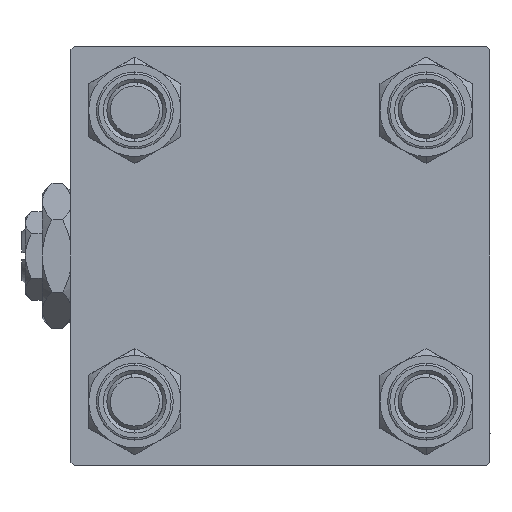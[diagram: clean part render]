
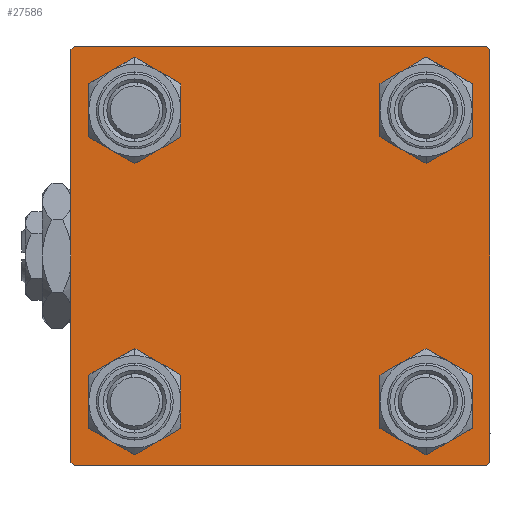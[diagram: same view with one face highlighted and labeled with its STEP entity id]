
A CAD part, left-side view. The second image highlights one B-rep face of the part: STEP entity #27586.
In plain terms, the highlighted planar face has unit normal (-1, 0, 0).
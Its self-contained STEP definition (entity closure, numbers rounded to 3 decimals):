
#448 = CARTESIAN_POINT ( 'NONE',  ( 0., -29.5, 30. ) ) ;
#518 = CIRCLE ( 'NONE', #31755, 4.5 ) ;
#670 = VERTEX_POINT ( 'NONE', #13104 ) ;
#840 = ORIENTED_EDGE ( 'NONE', *, *, #29424, .T. ) ;
#912 = FACE_BOUND ( 'NONE', #35603, .T. ) ;
#1750 = DIRECTION ( 'NONE',  ( 1., 0., 0. ) ) ;
#1915 = DIRECTION ( 'NONE',  ( 0., 0., 1. ) ) ;
#2261 = EDGE_CURVE ( 'NONE', #46835, #50015, #34965, .T. ) ;
#2513 = VERTEX_POINT ( 'NONE', #40171 ) ;
#2801 = DIRECTION ( 'NONE',  ( 1., 0., 0. ) ) ;
#2877 = AXIS2_PLACEMENT_3D ( 'NONE', #34791, #2801, #31363 ) ;
#3331 = DIRECTION ( 'NONE',  ( 0., 0., 1. ) ) ;
#3524 = CARTESIAN_POINT ( 'NONE',  ( 0., -30., 30. ) ) ;
#3804 = EDGE_CURVE ( 'NONE', #50015, #46835, #11379, .T. ) ;
#3961 = AXIS2_PLACEMENT_3D ( 'NONE', #35670, #11623, #1915 ) ;
#4670 = CARTESIAN_POINT ( 'NONE',  ( 0., 29.75, 29.75 ) ) ;
#5228 = EDGE_CURVE ( 'NONE', #35589, #8953, #23498, .T. ) ;
#5526 = EDGE_CURVE ( 'NONE', #21378, #51511, #41693, .T. ) ;
#5703 = DIRECTION ( 'NONE',  ( 0., 0.707, 0.707 ) ) ;
#6097 = EDGE_LOOP ( 'NONE', ( #16426, #7461 ) ) ;
#6241 = AXIS2_PLACEMENT_3D ( 'NONE', #19106, #35492, #8253 ) ;
#6838 = DIRECTION ( 'NONE',  ( 0., -1., 0. ) ) ;
#7183 = CIRCLE ( 'NONE', #29981, 4.5 ) ;
#7461 = ORIENTED_EDGE ( 'NONE', *, *, #5526, .T. ) ;
#7529 = EDGE_CURVE ( 'NONE', #15228, #30416, #7183, .T. ) ;
#7650 = ORIENTED_EDGE ( 'NONE', *, *, #48025, .T. ) ;
#8009 = VECTOR ( 'NONE', #32432, 1000. ) ;
#8037 = EDGE_CURVE ( 'NONE', #35589, #670, #48532, .T. ) ;
#8253 = DIRECTION ( 'NONE',  ( 0., 0., 1. ) ) ;
#8953 = VERTEX_POINT ( 'NONE', #448 ) ;
#9901 = VECTOR ( 'NONE', #48323, 1000. ) ;
#9905 = DIRECTION ( 'NONE',  ( 0., 0., 1. ) ) ;
#10384 = DIRECTION ( 'NONE',  ( 1., 0., 0. ) ) ;
#10560 = DIRECTION ( 'NONE',  ( 0., 0., 1. ) ) ;
#11379 = CIRCLE ( 'NONE', #25721, 4.5 ) ;
#11623 = DIRECTION ( 'NONE',  ( 1., 0., 0. ) ) ;
#11662 = CARTESIAN_POINT ( 'NONE',  ( 0., 20.85, 16.35 ) ) ;
#11705 = CARTESIAN_POINT ( 'NONE',  ( 0., 20.85, -16.35 ) ) ;
#11709 = VECTOR ( 'NONE', #19276, 1000. ) ;
#12307 = DIRECTION ( 'NONE',  ( 0., -1., 0. ) ) ;
#12517 = ORIENTED_EDGE ( 'NONE', *, *, #3804, .T. ) ;
#13102 = CARTESIAN_POINT ( 'NONE',  ( 0., -29.75, 29.75 ) ) ;
#13104 = CARTESIAN_POINT ( 'NONE',  ( 0., 30., 29.5 ) ) ;
#13105 = EDGE_LOOP ( 'NONE', ( #14129, #18172, #24081, #16202, #35188, #45476, #44853, #40655 ) ) ;
#13242 = ORIENTED_EDGE ( 'NONE', *, *, #7529, .T. ) ;
#13473 = EDGE_CURVE ( 'NONE', #670, #29642, #28529, .T. ) ;
#14129 = ORIENTED_EDGE ( 'NONE', *, *, #13473, .T. ) ;
#14438 = DIRECTION ( 'NONE',  ( 0., 0., 1. ) ) ;
#15228 = VERTEX_POINT ( 'NONE', #11705 ) ;
#16028 = LINE ( 'NONE', #13102, #29002 ) ;
#16202 = ORIENTED_EDGE ( 'NONE', *, *, #35239, .T. ) ;
#16426 = ORIENTED_EDGE ( 'NONE', *, *, #32123, .T. ) ;
#16442 = AXIS2_PLACEMENT_3D ( 'NONE', #37384, #18085, #9905 ) ;
#16624 = VECTOR ( 'NONE', #12307, 1000. ) ;
#17108 = VERTEX_POINT ( 'NONE', #43776 ) ;
#17159 = CARTESIAN_POINT ( 'NONE',  ( 0., -20.85, -25.35 ) ) ;
#17182 = DIRECTION ( 'NONE',  ( 1., 0., 0. ) ) ;
#17446 = CARTESIAN_POINT ( 'NONE',  ( 0., -20.85, 20.85 ) ) ;
#18085 = DIRECTION ( 'NONE',  ( -1., 0., 0. ) ) ;
#18172 = ORIENTED_EDGE ( 'NONE', *, *, #39424, .T. ) ;
#18664 = CARTESIAN_POINT ( 'NONE',  ( 0., -20.85, -20.85 ) ) ;
#19106 = CARTESIAN_POINT ( 'NONE',  ( 0., -20.85, -20.85 ) ) ;
#19276 = DIRECTION ( 'NONE',  ( 0., -0.707, -0.707 ) ) ;
#19651 = DIRECTION ( 'NONE',  ( 0., 0., -1. ) ) ;
#19694 = ORIENTED_EDGE ( 'NONE', *, *, #37567, .T. ) ;
#19812 = CARTESIAN_POINT ( 'NONE',  ( 0., 30., 30. ) ) ;
#20021 = CIRCLE ( 'NONE', #3961, 4.5 ) ;
#20061 = LINE ( 'NONE', #43571, #11709 ) ;
#21378 = VERTEX_POINT ( 'NONE', #11662 ) ;
#21541 = PLANE ( 'NONE',  #16442 ) ;
#22207 = CARTESIAN_POINT ( 'NONE',  ( 0., 20.85, -20.85 ) ) ;
#22550 = CARTESIAN_POINT ( 'NONE',  ( 0., 20.85, -20.85 ) ) ;
#22698 = VERTEX_POINT ( 'NONE', #36823 ) ;
#23239 = VECTOR ( 'NONE', #6838, 1000. ) ;
#23498 = LINE ( 'NONE', #43820, #23239 ) ;
#23876 = EDGE_CURVE ( 'NONE', #30305, #8953, #16028, .T. ) ;
#24081 = ORIENTED_EDGE ( 'NONE', *, *, #36392, .T. ) ;
#24506 = VECTOR ( 'NONE', #19651, 1000. ) ;
#25721 = AXIS2_PLACEMENT_3D ( 'NONE', #18664, #1750, #14438 ) ;
#26259 = DIRECTION ( 'NONE',  ( 0., 0., 1. ) ) ;
#27003 = CARTESIAN_POINT ( 'NONE',  ( 0., -29.75, -29.75 ) ) ;
#27586 = ADVANCED_FACE ( 'NONE', ( #49263, #912, #33159, #33952, #29481 ), #21541, .T. ) ;
#27592 = LINE ( 'NONE', #3524, #24506 ) ;
#27717 = AXIS2_PLACEMENT_3D ( 'NONE', #22550, #10384, #26259 ) ;
#27934 = LINE ( 'NONE', #52231, #16624 ) ;
#28529 = LINE ( 'NONE', #19812, #9901 ) ;
#29002 = VECTOR ( 'NONE', #5703, 1000. ) ;
#29424 = EDGE_CURVE ( 'NONE', #17108, #22698, #518, .T. ) ;
#29481 = FACE_OUTER_BOUND ( 'NONE', #13105, .T. ) ;
#29642 = VERTEX_POINT ( 'NONE', #35859 ) ;
#29711 = CIRCLE ( 'NONE', #49103, 4.5 ) ;
#29981 = AXIS2_PLACEMENT_3D ( 'NONE', #22207, #42269, #10560 ) ;
#30013 = CARTESIAN_POINT ( 'NONE',  ( 0., 29.5, -30. ) ) ;
#30305 = VERTEX_POINT ( 'NONE', #51337 ) ;
#30416 = VERTEX_POINT ( 'NONE', #45203 ) ;
#31363 = DIRECTION ( 'NONE',  ( 0., 0., 1. ) ) ;
#31755 = AXIS2_PLACEMENT_3D ( 'NONE', #17446, #17182, #49951 ) ;
#32123 = EDGE_CURVE ( 'NONE', #51511, #21378, #20021, .T. ) ;
#32432 = DIRECTION ( 'NONE',  ( 0., 0.707, -0.707 ) ) ;
#32654 = VERTEX_POINT ( 'NONE', #45855 ) ;
#32714 = CARTESIAN_POINT ( 'NONE',  ( 0., 29.5, 30. ) ) ;
#33159 = FACE_BOUND ( 'NONE', #37705, .T. ) ;
#33952 = FACE_BOUND ( 'NONE', #6097, .T. ) ;
#34791 = CARTESIAN_POINT ( 'NONE',  ( 0., 20.85, 20.85 ) ) ;
#34965 = CIRCLE ( 'NONE', #6241, 4.5 ) ;
#35180 = LINE ( 'NONE', #27003, #42768 ) ;
#35188 = ORIENTED_EDGE ( 'NONE', *, *, #42233, .F. ) ;
#35239 = EDGE_CURVE ( 'NONE', #32654, #2513, #35180, .T. ) ;
#35445 = DIRECTION ( 'NONE',  ( 0., -0.707, 0.707 ) ) ;
#35492 = DIRECTION ( 'NONE',  ( 1., 0., 0. ) ) ;
#35589 = VERTEX_POINT ( 'NONE', #32714 ) ;
#35603 = EDGE_LOOP ( 'NONE', ( #42150, #12517 ) ) ;
#35670 = CARTESIAN_POINT ( 'NONE',  ( 0., 20.85, 20.85 ) ) ;
#35859 = CARTESIAN_POINT ( 'NONE',  ( 0., 30., -29.5 ) ) ;
#36392 = EDGE_CURVE ( 'NONE', #52320, #32654, #27934, .T. ) ;
#36823 = CARTESIAN_POINT ( 'NONE',  ( 0., -20.85, 25.35 ) ) ;
#37384 = CARTESIAN_POINT ( 'NONE',  ( 0., 0., 0. ) ) ;
#37567 = EDGE_CURVE ( 'NONE', #30416, #15228, #47952, .T. ) ;
#37705 = EDGE_LOOP ( 'NONE', ( #13242, #19694 ) ) ;
#39424 = EDGE_CURVE ( 'NONE', #29642, #52320, #20061, .T. ) ;
#39619 = EDGE_LOOP ( 'NONE', ( #7650, #840 ) ) ;
#40171 = CARTESIAN_POINT ( 'NONE',  ( 0., -30., -29.5 ) ) ;
#40568 = DIRECTION ( 'NONE',  ( 1., 0., 0. ) ) ;
#40655 = ORIENTED_EDGE ( 'NONE', *, *, #8037, .T. ) ;
#41693 = CIRCLE ( 'NONE', #2877, 4.5 ) ;
#42150 = ORIENTED_EDGE ( 'NONE', *, *, #2261, .T. ) ;
#42233 = EDGE_CURVE ( 'NONE', #30305, #2513, #27592, .T. ) ;
#42269 = DIRECTION ( 'NONE',  ( 1., 0., 0. ) ) ;
#42768 = VECTOR ( 'NONE', #35445, 1000. ) ;
#43571 = CARTESIAN_POINT ( 'NONE',  ( 0., 29.75, -29.75 ) ) ;
#43776 = CARTESIAN_POINT ( 'NONE',  ( 0., -20.85, 16.35 ) ) ;
#43820 = CARTESIAN_POINT ( 'NONE',  ( 0., 30., 30. ) ) ;
#44853 = ORIENTED_EDGE ( 'NONE', *, *, #5228, .F. ) ;
#45203 = CARTESIAN_POINT ( 'NONE',  ( 0., 20.85, -25.35 ) ) ;
#45476 = ORIENTED_EDGE ( 'NONE', *, *, #23876, .T. ) ;
#45855 = CARTESIAN_POINT ( 'NONE',  ( 0., -29.5, -30. ) ) ;
#46835 = VERTEX_POINT ( 'NONE', #50705 ) ;
#47952 = CIRCLE ( 'NONE', #27717, 4.5 ) ;
#48025 = EDGE_CURVE ( 'NONE', #22698, #17108, #29711, .T. ) ;
#48323 = DIRECTION ( 'NONE',  ( 0., 0., -1. ) ) ;
#48532 = LINE ( 'NONE', #4670, #8009 ) ;
#49103 = AXIS2_PLACEMENT_3D ( 'NONE', #51692, #40568, #3331 ) ;
#49263 = FACE_BOUND ( 'NONE', #39619, .T. ) ;
#49951 = DIRECTION ( 'NONE',  ( 0., 0., 1. ) ) ;
#50015 = VERTEX_POINT ( 'NONE', #17159 ) ;
#50705 = CARTESIAN_POINT ( 'NONE',  ( 0., -20.85, -16.35 ) ) ;
#51337 = CARTESIAN_POINT ( 'NONE',  ( 0., -30., 29.5 ) ) ;
#51511 = VERTEX_POINT ( 'NONE', #51852 ) ;
#51692 = CARTESIAN_POINT ( 'NONE',  ( 0., -20.85, 20.85 ) ) ;
#51852 = CARTESIAN_POINT ( 'NONE',  ( 0., 20.85, 25.35 ) ) ;
#52231 = CARTESIAN_POINT ( 'NONE',  ( 0., 30., -30. ) ) ;
#52320 = VERTEX_POINT ( 'NONE', #30013 ) ;
